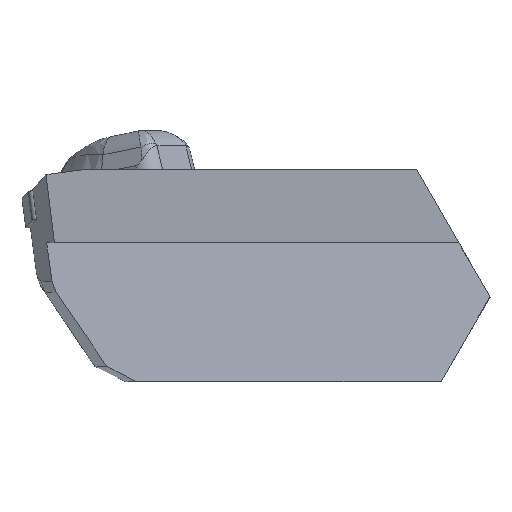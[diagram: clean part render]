
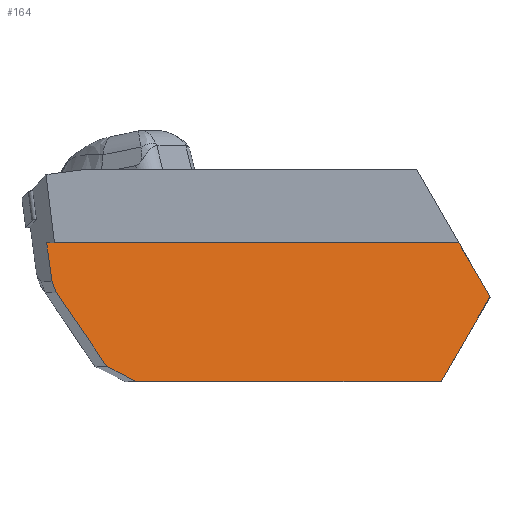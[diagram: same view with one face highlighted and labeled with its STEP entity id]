
A CAD part, top view. The second image highlights one B-rep face of the part: STEP entity #164.
In plain terms, the highlighted planar face has unit normal (0, 0.139, 0.99).
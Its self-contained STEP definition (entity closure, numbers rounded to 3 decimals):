
#164=ADVANCED_FACE('',(#273),#229,.T.);
#229=PLANE('',#1432);
#273=FACE_OUTER_BOUND('',#334,.T.);
#334=EDGE_LOOP('',(#527,#528,#529,#530,#531,#532,#533,#534));
#527=ORIENTED_EDGE('',*,*,#985,.F.);
#528=ORIENTED_EDGE('',*,*,#994,.T.);
#529=ORIENTED_EDGE('',*,*,#991,.T.);
#530=ORIENTED_EDGE('',*,*,#1002,.T.);
#531=ORIENTED_EDGE('',*,*,#1003,.T.);
#532=ORIENTED_EDGE('',*,*,#1004,.T.);
#533=ORIENTED_EDGE('',*,*,#963,.T.);
#534=ORIENTED_EDGE('',*,*,#995,.T.);
#839=VERTEX_POINT('',#1884);
#840=VERTEX_POINT('',#1886);
#857=VERTEX_POINT('',#1931);
#858=VERTEX_POINT('',#1933);
#860=VERTEX_POINT('',#1939);
#863=VERTEX_POINT('',#1944);
#867=VERTEX_POINT('',#1964);
#868=VERTEX_POINT('',#1968);
#963=EDGE_CURVE('',#840,#839,#1144,.T.);
#985=EDGE_CURVE('',#857,#858,#1161,.T.);
#991=EDGE_CURVE('',#860,#863,#1167,.T.);
#994=EDGE_CURVE('',#857,#860,#1170,.T.);
#995=EDGE_CURVE('',#839,#858,#1171,.T.);
#1002=EDGE_CURVE('',#863,#867,#1178,.T.);
#1003=EDGE_CURVE('',#867,#868,#1179,.T.);
#1004=EDGE_CURVE('',#868,#840,#1180,.T.);
#1144=LINE('',#1885,#1255);
#1161=LINE('',#1932,#1272);
#1167=LINE('',#1945,#1278);
#1170=LINE('',#1950,#1281);
#1171=LINE('',#1952,#1282);
#1178=LINE('',#1965,#1289);
#1179=LINE('',#1967,#1290);
#1180=LINE('',#1969,#1291);
#1255=VECTOR('',#1549,1.);
#1272=VECTOR('',#1582,1.);
#1278=VECTOR('',#1590,1.);
#1281=VECTOR('',#1595,1.);
#1282=VECTOR('',#1598,1.);
#1289=VECTOR('',#1611,1.);
#1290=VECTOR('',#1614,1.);
#1291=VECTOR('',#1615,1.);
#1432=AXIS2_PLACEMENT_3D('',#1970,#1616,#1617);
#1549=DIRECTION('',(0.136,-0.981,0.138));
#1582=DIRECTION('',(-0.561,0.82,-0.115));
#1590=DIRECTION('',(1.,0.,0.));
#1595=DIRECTION('',(0.882,-0.466,0.065));
#1598=DIRECTION('',(0.358,-0.925,0.13));
#1611=DIRECTION('',(0.496,0.86,-0.121));
#1614=DIRECTION('',(-0.496,0.86,-0.121));
#1615=DIRECTION('',(-1.,0.,0.));
#1616=DIRECTION('',(0.,0.139,0.99));
#1617=DIRECTION('',(0.,-0.99,0.139));
#1884=CARTESIAN_POINT('',(-69.828,-13.511,0.887));
#1885=CARTESIAN_POINT('',(-70.083,-11.668,0.628));
#1886=CARTESIAN_POINT('',(-70.7,-7.2,0.));
#1931=CARTESIAN_POINT('',(-60.855,-27.404,2.839));
#1932=CARTESIAN_POINT('',(-62.856,-24.482,2.429));
#1933=CARTESIAN_POINT('',(-69.121,-15.335,1.143));
#1939=CARTESIAN_POINT('',(-56.129,-29.9,3.19));
#1944=CARTESIAN_POINT('',(-6.037,-29.9,3.19));
#1945=CARTESIAN_POINT('',(-37.124,-29.9,3.19));
#1950=CARTESIAN_POINT('',(-61.916,-26.844,2.761));
#1952=CARTESIAN_POINT('',(-69.426,-14.548,1.033));
#1964=CARTESIAN_POINT('',(1.963,-16.044,1.243));
#1965=CARTESIAN_POINT('',(-4.365,-27.003,2.783));
#1967=CARTESIAN_POINT('',(-11.514,7.3,-2.038));
#1968=CARTESIAN_POINT('',(-3.143,-7.2,0.));
#1969=CARTESIAN_POINT('',(-75.5,-7.2,0.));
#1970=CARTESIAN_POINT('',(-37.124,-7.2,0.));
